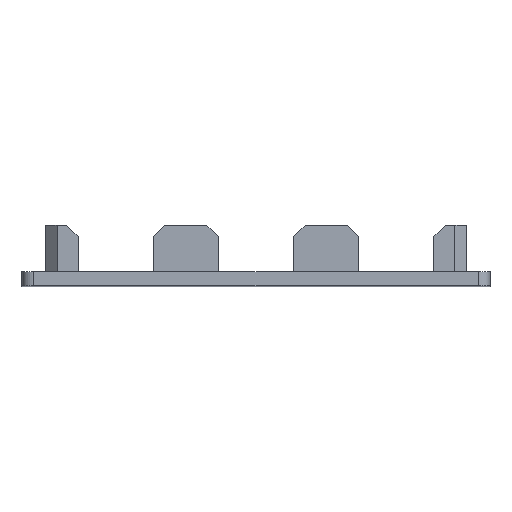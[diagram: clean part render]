
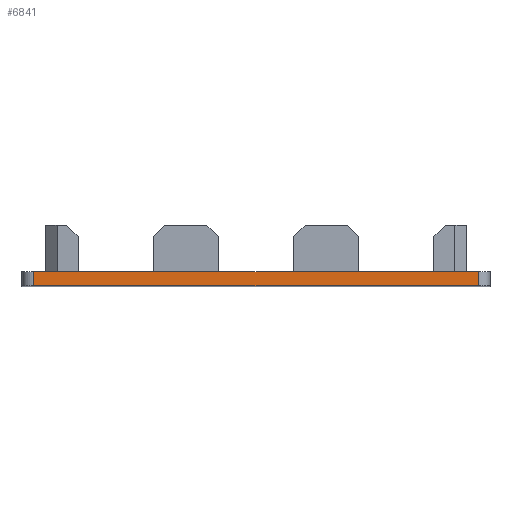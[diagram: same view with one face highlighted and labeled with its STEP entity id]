
A CAD part, top view. The second image highlights one B-rep face of the part: STEP entity #6841.
In plain terms, the highlighted planar face has unit normal (0, 0, 1).
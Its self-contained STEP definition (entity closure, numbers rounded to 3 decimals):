
#464=DIRECTION('',(1.,0.,0.));
#465=VECTOR('',#464,95.);
#466=CARTESIAN_POINT('',(-47.5,0.,40.));
#467=LINE('',#466,#465);
#1011=DIRECTION('',(1.,0.,0.));
#1012=VECTOR('',#1011,95.);
#1013=CARTESIAN_POINT('',(-47.5,3.,40.));
#1014=LINE('',#1013,#1012);
#2581=DIRECTION('',(0.,-1.,0.));
#2582=VECTOR('',#2581,3.);
#2583=CARTESIAN_POINT('',(47.5,3.,40.));
#2584=LINE('',#2583,#2582);
#2585=DIRECTION('',(0.,-1.,0.));
#2586=VECTOR('',#2585,3.);
#2587=CARTESIAN_POINT('',(-47.5,3.,40.));
#2588=LINE('',#2587,#2586);
#3346=CARTESIAN_POINT('',(47.5,0.,40.));
#3348=VERTEX_POINT('',#3346);
#3349=CARTESIAN_POINT('',(47.5,3.,40.));
#3350=VERTEX_POINT('',#3349);
#3353=CARTESIAN_POINT('',(-47.5,0.,40.));
#3355=VERTEX_POINT('',#3353);
#3359=CARTESIAN_POINT('',(-47.5,3.,40.));
#3360=VERTEX_POINT('',#3359);
#6829=CARTESIAN_POINT('',(-50.,0.,40.));
#6830=DIRECTION('',(0.,0.,1.));
#6831=DIRECTION('',(1.,0.,0.));
#6832=AXIS2_PLACEMENT_3D('',#6829,#6830,#6831);
#6833=PLANE('',#6832);
#6835=ORIENTED_EDGE('',*,*,#6834,.T.);
#6836=ORIENTED_EDGE('',*,*,#3392,.F.);
#6837=ORIENTED_EDGE('',*,*,#6824,.F.);
#6838=ORIENTED_EDGE('',*,*,#3572,.T.);
#6839=EDGE_LOOP('',(#6835,#6836,#6837,#6838));
#6840=FACE_OUTER_BOUND('',#6839,.F.);
#3392=EDGE_CURVE('',#3355,#3348,#467,.T.);
#3572=EDGE_CURVE('',#3360,#3350,#1014,.T.);
#6824=EDGE_CURVE('',#3360,#3355,#2588,.T.);
#6834=EDGE_CURVE('',#3350,#3348,#2584,.T.);
#6841=ADVANCED_FACE('',(#6840),#6833,.T.);
